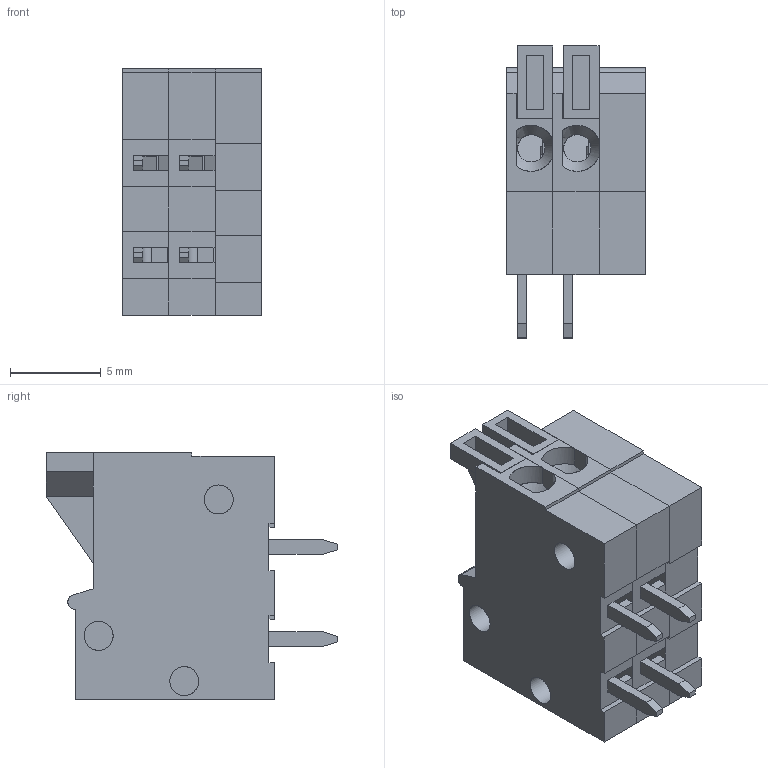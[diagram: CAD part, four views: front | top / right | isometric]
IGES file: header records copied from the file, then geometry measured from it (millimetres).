
Start section: C
Global section: file name: 691402910002B.igs; native system:  By UGS Corp.; preprocessor: XPlus GENERIC/IGES 3.0; author: Author; organization: Title; date: 20140203.135113; units: millimetre
Bounding box: 7.62 x 16.09 x 13.6 mm (x, y, z)
Surface area: 2365.9 mm2 (no closed solid volume)
Topology: 0 solids, 0 shells, 433 faces, 2470 edges, 2470 vertices
Faces by surface type: bspline 433
